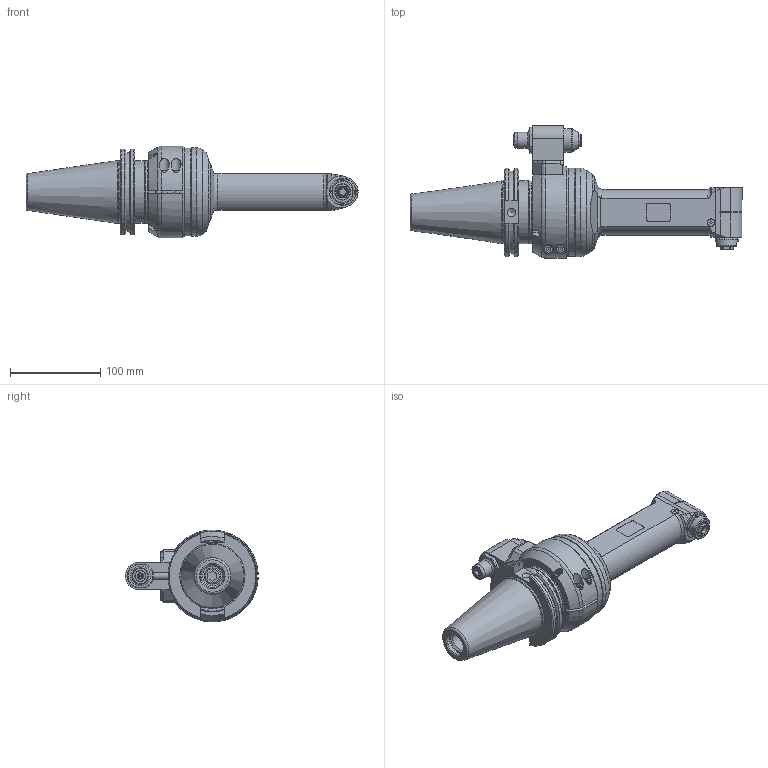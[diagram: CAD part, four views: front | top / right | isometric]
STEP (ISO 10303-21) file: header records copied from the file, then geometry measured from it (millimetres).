
FILE_DESCRIPTION(/* description */ (''),/* implementation_level */ '2;1');
FILE_NAME(/* name */ '9.F90.07L00-4C50.stp',/* time_stamp */ '2024-12-10T14:04:52-05:00',/* author */ ('jkrenzer'),/* organization */ (''),/* preprocessor_version */ 'ST-DEVELOPER v18.1',/* originating_system */ 'Autodesk Inventor 2022',/* authorisation */ '');
FILE_SCHEMA (('AUTOMOTIVE_DESIGN { 1 0 10303 214 3 1 1 }'));
Products named in the file (8): 9.F90.07L00-4C50; 9_GA1_458_2_4_C50; 9FL1ATC; 9F18T180_ASM; 9F18T180A; 9F18T180B; 9CT501ATC; 9.F90.07L00
Assembly tree (7 placements, depth 4):
  9.F90.07L00-4C50
    9_GA1_458_2_4_C50
      9FL1ATC
      9F18T180_ASM
        9F18T180A
        9F18T180B
      9CT501ATC
    9.F90.07L00
Bounding box: 368.54 x 147.23 x 101.99 mm (x, y, z)
Volume: 1265464.3 mm3; surface area: 161465.1 mm2
Topology: 5 solids, 5 shells, 487 faces, 1214 edges, 788 vertices
Faces by surface type: plane 230, cylinder 120, cone 96, torus 33, bspline 6, sphere 2
Full cylindrical faces by diameter (mm): 2.5 x3, 2.6 x10, 3 x2, 5 x2, 6 x6, 6.5 x1, 7 x1, 7.5 x1, 8 x2, 8.5 x1, 9 x1, 9.525 x1, 10 x4, 10.4 x2, 10.8 x1, 11 x2, 11.6 x1, 12 x2, 12.5 x1, 14 x1, 18 x3, 18.6 x1, 21.963 x1, 25 x1, 26 x1, 26.187 x1, 26.8 x1, 27 x1, 65 x1, 69.25 x1
Entity records: 56648 total; most frequent: CARTESIAN_POINT 44505, ORIENTED_EDGE 2402, DIRECTION 2389, EDGE_CURVE 1201, AXIS2_PLACEMENT_3D 920, VERTEX_POINT 788, EDGE_LOOP 560, LINE 549
